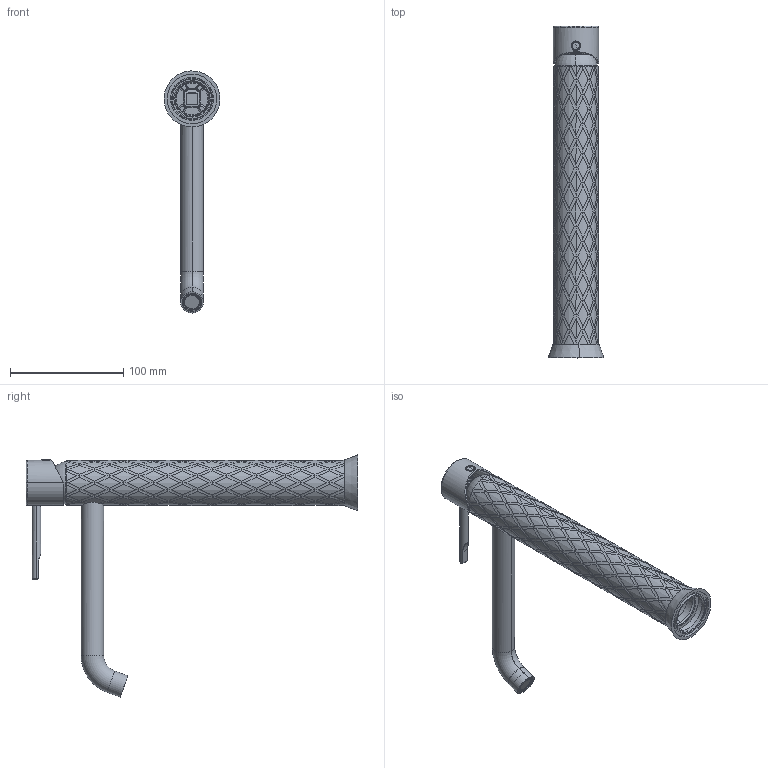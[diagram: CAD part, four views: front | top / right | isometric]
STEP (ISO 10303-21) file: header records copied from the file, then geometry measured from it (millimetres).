
FILE_DESCRIPTION (( 'STEP AP203' ), '1' );
FILE_NAME ('59AP07254.STEP', '2023-07-05T09:35:15', ( '' ), ( '' ), 'SwSTEP 2.0', 'SolidWorks 2021', '' );
FILE_SCHEMA (( 'CONFIG_CONTROL_DESIGN' ));
Length unit declared in the file: millimetre
Products named in the file (1): 59AP07254
Bounding box: 49.44 x 293.5 x 214.11 mm (x, y, z)
Volume: 32236.5 mm3; surface area: 105092.7 mm2
Topology: 7 solids, 8 shells, 981 faces, 2487 edges, 1516 vertices
Faces by surface type: bspline 444, cylinder 339, plane 107, cone 37, torus 30, sphere 24
Entity records: 281148 total; most frequent: CARTESIAN_POINT 263812, ORIENTED_EDGE 4926, EDGE_CURVE 2463, DIRECTION 2248, VERTEX_POINT 1516, EDGE_LOOP 1017, FACE_OUTER_BOUND 982, ADVANCED_FACE 982
